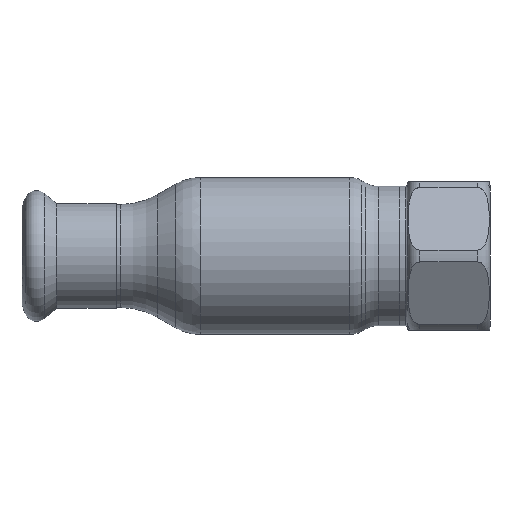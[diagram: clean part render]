
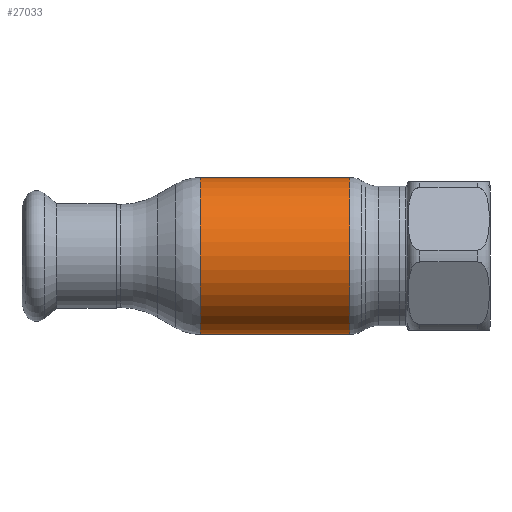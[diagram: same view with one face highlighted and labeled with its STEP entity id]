
A CAD part, front view. The second image highlights one B-rep face of the part: STEP entity #27033.
In plain terms, the highlighted cylindrical face has radius 19 mm (diameter 38 mm), a partial arc.
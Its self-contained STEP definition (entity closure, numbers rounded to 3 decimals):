
#420 = CARTESIAN_POINT ( 'NONE',  ( -18.035, 0., 0. ) ) ;
#1018 = DIRECTION ( 'NONE',  ( -1., 0., 0. ) ) ;
#1301 = CIRCLE ( 'NONE', #51947, 19. ) ;
#1722 = CARTESIAN_POINT ( 'NONE',  ( -18.035, 0., -19. ) ) ;
#1838 = CIRCLE ( 'NONE', #34554, 19. ) ;
#3856 = VECTOR ( 'NONE', #51063, 1000. ) ;
#7209 = EDGE_CURVE ( 'NONE', #12268, #20431, #1301, .T. ) ;
#10294 = DIRECTION ( 'NONE',  ( 0., 0., 1. ) ) ;
#10842 = CARTESIAN_POINT ( 'NONE',  ( 18.035, 0., -19. ) ) ;
#12069 = CYLINDRICAL_SURFACE ( 'NONE', #43964, 19. ) ;
#12071 = CARTESIAN_POINT ( 'NONE',  ( -62.69, 0., 19. ) ) ;
#12268 = VERTEX_POINT ( 'NONE', #10842 ) ;
#14001 = VECTOR ( 'NONE', #47944, 1000. ) ;
#17892 = CARTESIAN_POINT ( 'NONE',  ( -18.035, 0., 19. ) ) ;
#20431 = VERTEX_POINT ( 'NONE', #32565 ) ;
#27033 = ADVANCED_FACE ( 'NONE', ( #48209 ), #12069, .T. ) ;
#29677 = EDGE_CURVE ( 'NONE', #20431, #50272, #34371, .T. ) ;
#31150 = DIRECTION ( 'NONE',  ( 0., 0., 1. ) ) ;
#31961 = DIRECTION ( 'NONE',  ( 0., 0., 1. ) ) ;
#32565 = CARTESIAN_POINT ( 'NONE',  ( 18.035, 0., 19. ) ) ;
#32748 = ORIENTED_EDGE ( 'NONE', *, *, #37709, .F. ) ;
#33078 = LINE ( 'NONE', #37770, #3856 ) ;
#34371 = LINE ( 'NONE', #12071, #14001 ) ;
#34554 = AXIS2_PLACEMENT_3D ( 'NONE', #420, #1018, #31150 ) ;
#35498 = DIRECTION ( 'NONE',  ( -1., 0., 0. ) ) ;
#37709 = EDGE_CURVE ( 'NONE', #45695, #50272, #1838, .T. ) ;
#37770 = CARTESIAN_POINT ( 'NONE',  ( -62.69, 0., -19. ) ) ;
#37839 = DIRECTION ( 'NONE',  ( -1., 0., 0. ) ) ;
#38919 = EDGE_CURVE ( 'NONE', #12268, #45695, #33078, .T. ) ;
#43964 = AXIS2_PLACEMENT_3D ( 'NONE', #44646, #35498, #31961 ) ;
#44414 = EDGE_LOOP ( 'NONE', ( #46311, #45496, #45133, #32748 ) ) ;
#44646 = CARTESIAN_POINT ( 'NONE',  ( -62.69, 0., 0. ) ) ;
#45133 = ORIENTED_EDGE ( 'NONE', *, *, #29677, .T. ) ;
#45496 = ORIENTED_EDGE ( 'NONE', *, *, #7209, .T. ) ;
#45695 = VERTEX_POINT ( 'NONE', #1722 ) ;
#46311 = ORIENTED_EDGE ( 'NONE', *, *, #38919, .F. ) ;
#47020 = CARTESIAN_POINT ( 'NONE',  ( 18.035, 0., 0. ) ) ;
#47944 = DIRECTION ( 'NONE',  ( -1., 0., 0. ) ) ;
#48209 = FACE_OUTER_BOUND ( 'NONE', #44414, .T. ) ;
#50272 = VERTEX_POINT ( 'NONE', #17892 ) ;
#51063 = DIRECTION ( 'NONE',  ( -1., 0., 0. ) ) ;
#51947 = AXIS2_PLACEMENT_3D ( 'NONE', #47020, #37839, #10294 ) ;
